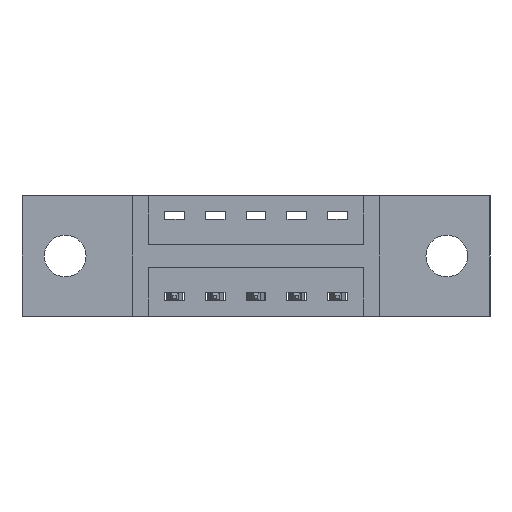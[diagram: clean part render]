
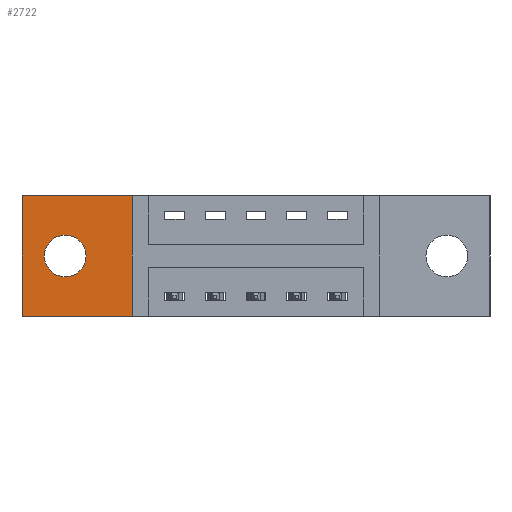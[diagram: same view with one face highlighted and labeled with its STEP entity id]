
A CAD part, front view. The second image highlights one B-rep face of the part: STEP entity #2722.
In plain terms, the highlighted planar face has unit normal (0, -1, 0).
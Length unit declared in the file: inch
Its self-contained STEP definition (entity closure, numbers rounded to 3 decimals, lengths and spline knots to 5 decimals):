
#30 = DIRECTION ( 'NONE',  ( 0., 0., -1. ) ) ;
#388 = CARTESIAN_POINT ( 'NONE',  ( 0.3375, 0.17, 0. ) ) ;
#563 = AXIS2_PLACEMENT_3D ( 'NONE', #7160, #3375, #7787 ) ;
#671 = EDGE_LOOP ( 'NONE', ( #1185, #1669, #4030, #7174 ) ) ;
#706 = CARTESIAN_POINT ( 'NONE',  ( 0.1325, 0.17, -0.121 ) ) ;
#1138 = DIRECTION ( 'NONE',  ( 1., 0., 0. ) ) ;
#1185 = ORIENTED_EDGE ( 'NONE', *, *, #3372, .T. ) ;
#1239 = DIRECTION ( 'NONE',  ( 0., -1., 0. ) ) ;
#1280 = ORIENTED_EDGE ( 'NONE', *, *, #6130, .F. ) ;
#1307 = AXIS2_PLACEMENT_3D ( 'NONE', #5141, #1239, #5769 ) ;
#1669 = ORIENTED_EDGE ( 'NONE', *, *, #6523, .T. ) ;
#1792 = CIRCLE ( 'NONE', #563, 0.064 ) ;
#1960 = VERTEX_POINT ( 'NONE', #706 ) ;
#2102 = CIRCLE ( 'NONE', #1307, 0.064 ) ;
#2204 = LINE ( 'NONE', #7889, #5480 ) ;
#2337 = VECTOR ( 'NONE', #5231, 39.37008 ) ;
#2492 = EDGE_CURVE ( 'NONE', #6338, #4651, #8255, .T. ) ;
#2722 = ADVANCED_FACE ( 'NONE', ( #6180, #4680 ), #2838, .T. ) ;
#2838 = PLANE ( 'NONE',  #4159 ) ;
#3227 = VECTOR ( 'NONE', #3386, 39.37008 ) ;
#3372 = EDGE_CURVE ( 'NONE', #4264, #4223, #2204, .T. ) ;
#3375 = DIRECTION ( 'NONE',  ( 0., -1., 0. ) ) ;
#3386 = DIRECTION ( 'NONE',  ( 0., 0., 1. ) ) ;
#3582 = EDGE_CURVE ( 'NONE', #4651, #4264, #4084, .T. ) ;
#3687 = CARTESIAN_POINT ( 'NONE',  ( 0., 0.17, -0.37 ) ) ;
#4030 = ORIENTED_EDGE ( 'NONE', *, *, #2492, .T. ) ;
#4084 = LINE ( 'NONE', #7052, #2337 ) ;
#4159 = AXIS2_PLACEMENT_3D ( 'NONE', #6132, #5462, #6626 ) ;
#4223 = VERTEX_POINT ( 'NONE', #8054 ) ;
#4264 = VERTEX_POINT ( 'NONE', #6627 ) ;
#4352 = VECTOR ( 'NONE', #1138, 39.37008 ) ;
#4651 = VERTEX_POINT ( 'NONE', #6535 ) ;
#4680 = FACE_OUTER_BOUND ( 'NONE', #671, .T. ) ;
#5141 = CARTESIAN_POINT ( 'NONE',  ( 0.1325, 0.17, -0.185 ) ) ;
#5231 = DIRECTION ( 'NONE',  ( -1., 0., 0. ) ) ;
#5356 = EDGE_CURVE ( 'NONE', #1960, #6302, #2102, .T. ) ;
#5462 = DIRECTION ( 'NONE',  ( 0., -1., 0. ) ) ;
#5480 = VECTOR ( 'NONE', #30, 39.37008 ) ;
#5769 = DIRECTION ( 'NONE',  ( 0., 0., -1. ) ) ;
#6056 = LINE ( 'NONE', #3687, #4352 ) ;
#6130 = EDGE_CURVE ( 'NONE', #6302, #1960, #1792, .T. ) ;
#6132 = CARTESIAN_POINT ( 'NONE',  ( 0., 0.17, -0.37 ) ) ;
#6140 = CARTESIAN_POINT ( 'NONE',  ( 0.3375, 0.17, -0.37 ) ) ;
#6180 = FACE_BOUND ( 'NONE', #8218, .T. ) ;
#6302 = VERTEX_POINT ( 'NONE', #6719 ) ;
#6338 = VERTEX_POINT ( 'NONE', #6140 ) ;
#6523 = EDGE_CURVE ( 'NONE', #4223, #6338, #6056, .T. ) ;
#6535 = CARTESIAN_POINT ( 'NONE',  ( 0.3375, 0.17, 0. ) ) ;
#6626 = DIRECTION ( 'NONE',  ( 0., 0., -1. ) ) ;
#6627 = CARTESIAN_POINT ( 'NONE',  ( 0., 0.17, 0. ) ) ;
#6719 = CARTESIAN_POINT ( 'NONE',  ( 0.1325, 0.17, -0.249 ) ) ;
#7052 = CARTESIAN_POINT ( 'NONE',  ( 0., 0.17, 0. ) ) ;
#7160 = CARTESIAN_POINT ( 'NONE',  ( 0.1325, 0.17, -0.185 ) ) ;
#7174 = ORIENTED_EDGE ( 'NONE', *, *, #3582, .T. ) ;
#7642 = ORIENTED_EDGE ( 'NONE', *, *, #5356, .F. ) ;
#7787 = DIRECTION ( 'NONE',  ( 0., 0., -1. ) ) ;
#7889 = CARTESIAN_POINT ( 'NONE',  ( 0., 0.17, 0. ) ) ;
#8054 = CARTESIAN_POINT ( 'NONE',  ( 0., 0.17, -0.37 ) ) ;
#8218 = EDGE_LOOP ( 'NONE', ( #7642, #1280 ) ) ;
#8255 = LINE ( 'NONE', #388, #3227 ) ;
